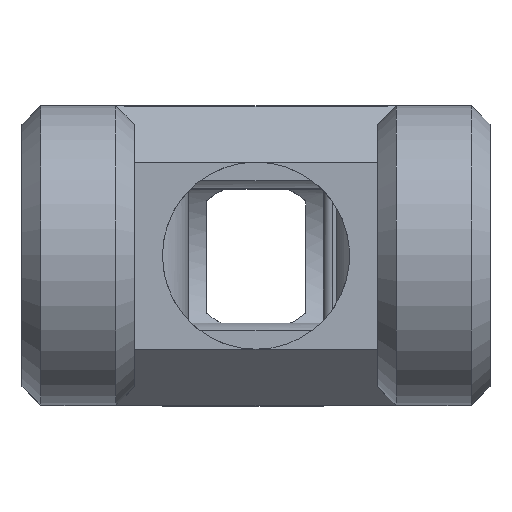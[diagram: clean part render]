
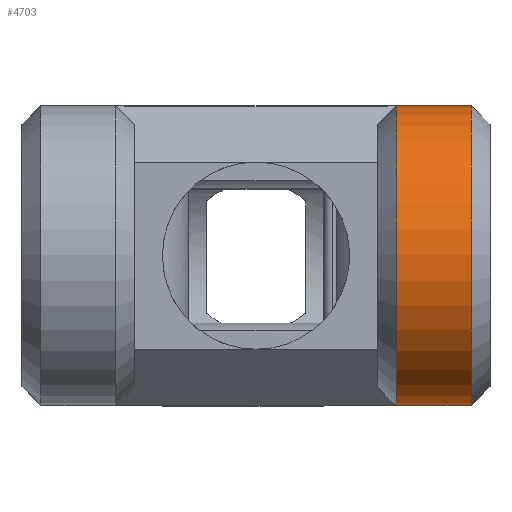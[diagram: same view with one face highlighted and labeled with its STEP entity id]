
A CAD part, top view. The second image highlights one B-rep face of the part: STEP entity #4703.
In plain terms, the highlighted cylindrical face has radius 40 mm (diameter 80 mm), a partial arc.
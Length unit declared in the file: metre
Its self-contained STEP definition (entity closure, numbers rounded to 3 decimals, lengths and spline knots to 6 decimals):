
#326=CIRCLE('',#5125,0.04);
#327=CIRCLE('',#5126,0.04);
#771=ORIENTED_EDGE('',*,*,#2129,.F.);
#772=ORIENTED_EDGE('',*,*,#2135,.T.);
#773=ORIENTED_EDGE('',*,*,#2087,.T.);
#774=ORIENTED_EDGE('',*,*,#2136,.T.);
#2087=EDGE_CURVE('',#2763,#2762,#3142,.T.);
#2129=EDGE_CURVE('',#2804,#2805,#3160,.T.);
#2135=EDGE_CURVE('',#2804,#2763,#326,.F.);
#2136=EDGE_CURVE('',#2762,#2805,#327,.T.);
#2762=VERTEX_POINT('',#7543);
#2763=VERTEX_POINT('',#7545);
#2804=VERTEX_POINT('',#7629);
#2805=VERTEX_POINT('',#7631);
#3142=LINE('',#7544,#3513);
#3160=LINE('',#7630,#3531);
#3513=VECTOR('',#5918,1.);
#3531=VECTOR('',#5988,1.);
#3830=EDGE_LOOP('',(#771,#772,#773,#774));
#4214=FACE_BOUND('',#3830,.T.);
#4546=CYLINDRICAL_SURFACE('',#5124,0.04);
#4703=ADVANCED_FACE('',(#4214),#4546,.T.);
#5124=AXIS2_PLACEMENT_3D('',#7642,#5996,#5997);
#5125=AXIS2_PLACEMENT_3D('',#7643,#5998,#5999);
#5126=AXIS2_PLACEMENT_3D('',#7644,#6000,#6001);
#5918=DIRECTION('',(-1.,0.,0.));
#5988=DIRECTION('',(-1.,0.,0.));
#5996=DIRECTION('',(-1.,0.,0.));
#5997=DIRECTION('',(0.,0.,1.));
#5998=DIRECTION('',(1.,0.,0.));
#5999=DIRECTION('',(0.,0.,-1.));
#6000=DIRECTION('',(1.,0.,0.));
#6001=DIRECTION('',(0.,0.,-1.));
#7543=CARTESIAN_POINT('',(0.0375,0.04,0.22));
#7544=CARTESIAN_POINT('',(0.0625,0.04,0.22));
#7545=CARTESIAN_POINT('',(0.0575,0.04,0.22));
#7629=CARTESIAN_POINT('',(0.0575,-0.04,0.22));
#7630=CARTESIAN_POINT('',(0.0625,-0.04,0.22));
#7631=CARTESIAN_POINT('',(0.0375,-0.04,0.22));
#7642=CARTESIAN_POINT('',(0.0625,0.,0.22));
#7643=CARTESIAN_POINT('',(0.0575,0.,0.22));
#7644=CARTESIAN_POINT('',(0.0375,0.,0.22));
